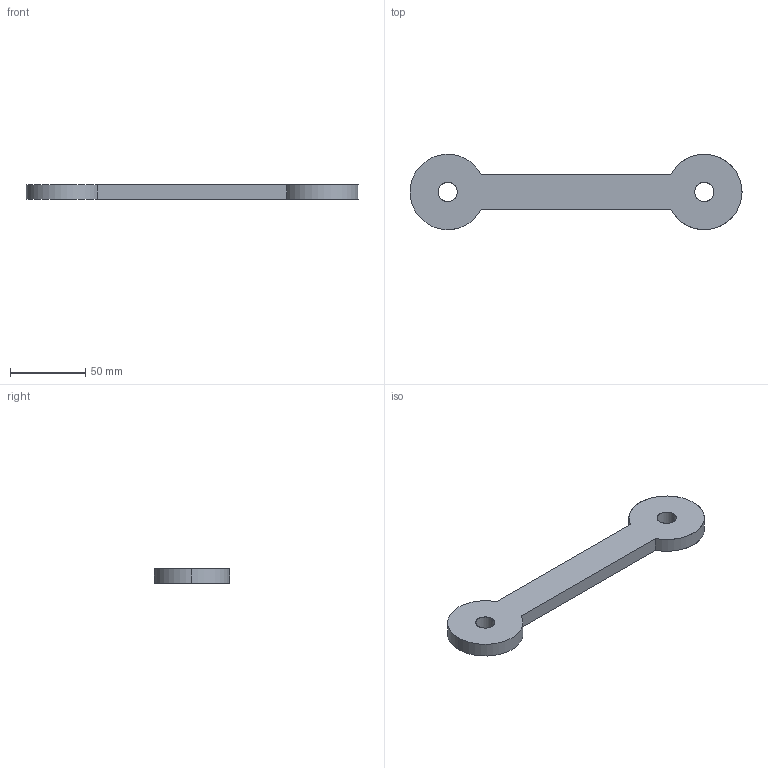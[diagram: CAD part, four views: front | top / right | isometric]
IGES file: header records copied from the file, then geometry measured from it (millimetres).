
Start section: SolidWorks IGES file using analytic representation for surfaces
Global section: file name: Bike Crank.IGS; native system: SolidWorks 2010; preprocessor: SolidWorks 2010; author: bjm222; date: 110429.153400; units: inch
Bounding box: 220 x 49.91 x 9.53 mm (x, y, z)
Surface area: 18641.8 mm2 (no closed solid volume)
Topology: 0 solids, 0 shells, 11 faces, 296 edges, 296 vertices
Faces by surface type: revolution 7, bspline 4
